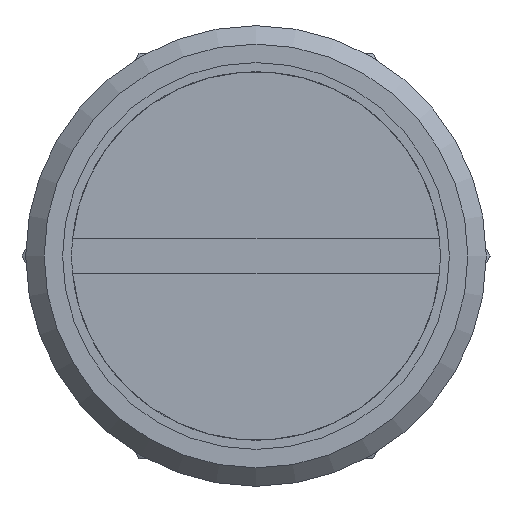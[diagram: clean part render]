
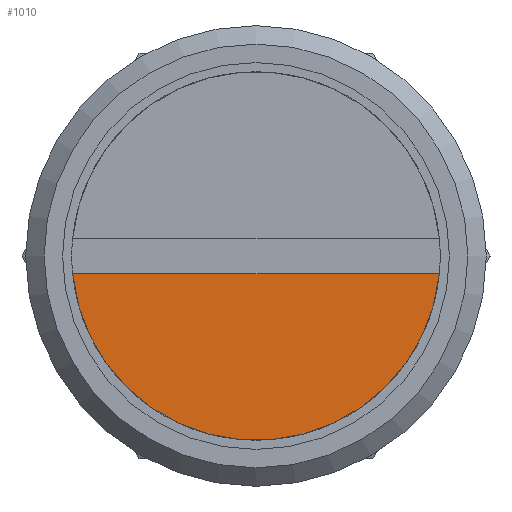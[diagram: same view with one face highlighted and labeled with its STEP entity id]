
A CAD part, left-side view. The second image highlights one B-rep face of the part: STEP entity #1010.
In plain terms, the highlighted planar face has unit normal (-1, 0, 0).
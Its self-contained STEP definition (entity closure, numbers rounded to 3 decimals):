
#35=LINE('',#3742,#55);
#55=VECTOR('',#1353,19.91);
#232=FACE_OUTER_BOUND('',#330,.T.);
#330=EDGE_LOOP('',(#823,#824));
#390=CIRCLE('',#1125,10.);
#479=VERTEX_POINT('',#3738);
#481=VERTEX_POINT('',#3741);
#596=EDGE_CURVE('',#481,#479,#35,.T.);
#601=EDGE_CURVE('',#481,#479,#390,.T.);
#823=ORIENTED_EDGE('',*,*,#596,.T.);
#824=ORIENTED_EDGE('',*,*,#601,.F.);
#878=PLANE('',#1124);
#1010=ADVANCED_FACE('',(#232),#878,.T.);
#1124=AXIS2_PLACEMENT_3D('',#3749,#1362,#1363);
#1125=AXIS2_PLACEMENT_3D('',#3750,#1364,#1365);
#1353=DIRECTION('',(0.,1.,0.));
#1362=DIRECTION('center_axis',(-1.,0.,0.));
#1363=DIRECTION('ref_axis',(0.,0.,1.));
#1364=DIRECTION('center_axis',(1.,0.,0.));
#1365=DIRECTION('ref_axis',(0.,1.,0.));
#3738=CARTESIAN_POINT('',(-17.974,42.832,50.79));
#3741=CARTESIAN_POINT('',(-17.974,22.923,50.79));
#3742=CARTESIAN_POINT('',(-17.974,41.424,50.79));
#3749=CARTESIAN_POINT('Origin',(-17.974,37.877,51.74));
#3750=CARTESIAN_POINT('Origin',(-17.974,32.877,51.74));
